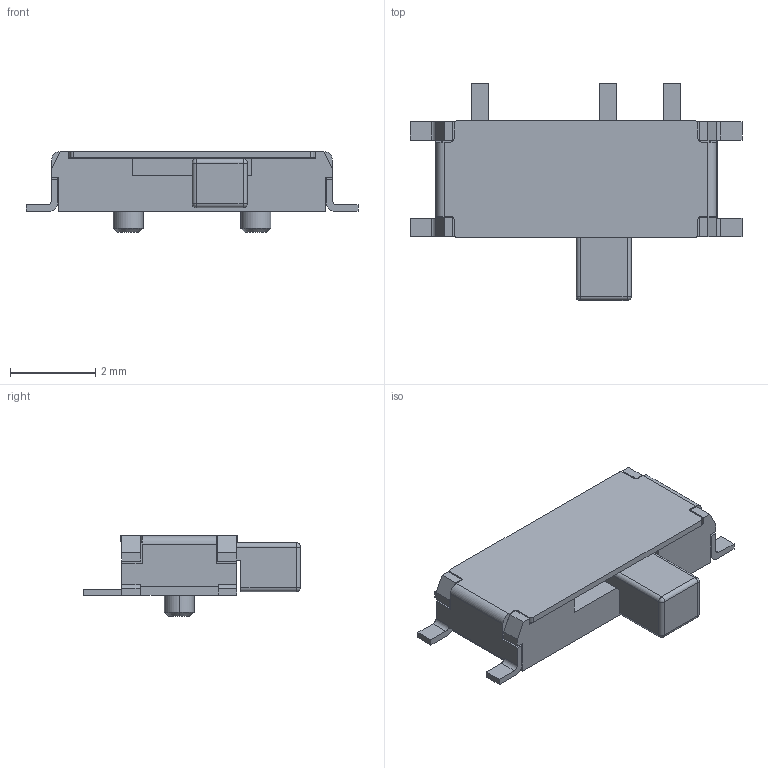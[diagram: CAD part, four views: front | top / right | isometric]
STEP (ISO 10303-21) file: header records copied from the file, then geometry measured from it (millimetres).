
FILE_DESCRIPTION(('FreeCAD Model'),'2;1');
FILE_NAME('Open CASCADE Shape Model','2025-01-22T22:41:31',('Author'),( ''),'Open CASCADE STEP processor 7.8','FreeCAD','Unknown');
FILE_SCHEMA(('AUTOMOTIVE_DESIGN { 1 0 10303 214 1 1 1 1 }'));
Length unit declared in the file: millimetre
Products named in the file (5): jy9B-PCBModel; jy9B-SW1; SW-SMD_MK-12C02-G020; SOLID; SOLID001
Assembly tree (4 placements, depth 4):
  jy9B-PCBModel
    jy9B-SW1
      SW-SMD_MK-12C02-G020
        SOLID
        SOLID001
Bounding box: 7.8 x 5.1 x 1.9 mm (x, y, z)
Volume: 26.6 mm3; surface area: 124.5 mm2
Topology: 2 solids, 2 shells, 243 faces, 664 edges, 434 vertices
Faces by surface type: plane 206, cylinder 29, cone 4, sphere 4
Entity records: 18257 total; most frequent: CARTESIAN_POINT 3046, DIRECTION 2520, LINE 1870, VECTOR 1870, ORIENTED_EDGE 1328, PCURVE 1328, DEFINITIONAL_REPRESENTATION 1328, EDGE_CURVE 664
